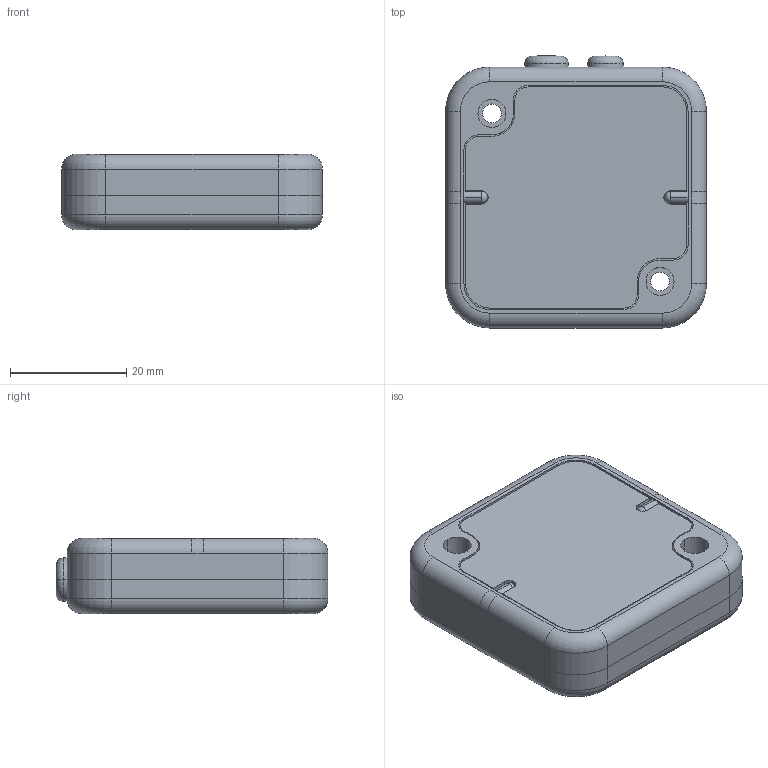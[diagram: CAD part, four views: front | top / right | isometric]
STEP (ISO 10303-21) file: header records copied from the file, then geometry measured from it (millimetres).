
FILE_DESCRIPTION (( 'STEP AP214' ), '1' );
FILE_NAME ('Pigeon 2.STEP', '2022-01-07T22:45:50', ( '' ), ( '' ), 'SwSTEP 2.0', 'SolidWorks 2020', '' );
FILE_SCHEMA (( 'AUTOMOTIVE_DESIGN' ));
Length unit declared in the file: inch
Products named in the file (8): Pigeon 2; LED; Bot Housing; Top Housing; Overlay1; Pigeon PCB; Overlay2
Assembly tree (8 placements, depth 3):
  Pigeon 2
    Pigeon 2
      LED  x2
      Pigeon PCB
    Bot Housing
    Overlay1
    Overlay2
    Top Housing
Bounding box: 44.96 x 46.86 x 12.95 mm (x, y, z)
Volume: 15944.6 mm3; surface area: 21091.3 mm2
Topology: 7 solids, 7 shells, 341 faces, 867 edges, 562 vertices
Faces by surface type: cylinder 175, plane 139, torus 24, sphere 2, bspline 1
Entity records: 10755 total; most frequent: DIRECTION 1922, CARTESIAN_POINT 1824, ORIENTED_EDGE 1702, EDGE_CURVE 851, AXIS2_PLACEMENT_3D 730, VERTEX_POINT 552, LINE 462, VECTOR 462
